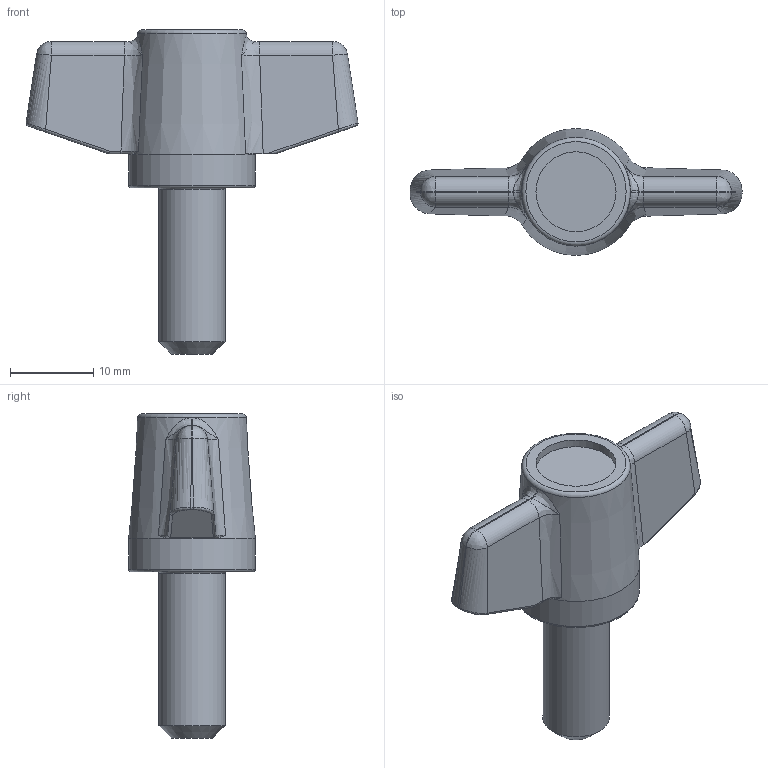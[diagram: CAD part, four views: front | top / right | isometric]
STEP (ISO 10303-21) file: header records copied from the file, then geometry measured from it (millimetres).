
FILE_DESCRIPTION( ( 'Unknown' ), '1' );
FILE_NAME( '6310175_GP40_M08x20.stp', 'Unknown', ( 'Unknown' ), ( 'Unknown' ), 'PSStep 11.0', 'Unknown', ' ' );
FILE_SCHEMA( ( 'AUTOMOTIVE_DESIGN { 1 0 10303 214 1 1 1 1 }' ) );
Length unit declared in the file: millimetre
Products named in the file (1): 6310175
Bounding box: 39.93 x 15.25 x 39 mm (x, y, z)
Volume: 5286.1 mm3; surface area: 2473.3 mm2
Topology: 1 solids, 2 shells, 69 faces, 160 edges, 93 vertices
Faces by surface type: bspline 26, cylinder 18, plane 17, torus 5, cone 3
Full cylindrical faces by diameter (mm): 8 x2, 9.625 x1, 15.251 x1
Entity records: 10483 total; most frequent: CARTESIAN_POINT 8617, ORIENTED_EDGE 280, DIRECTION 232, EDGE_CURVE 140, AXIS2_PLACEMENT_3D 100, VERTEX_POINT 88, EDGE_LOOP 84, FACE_OUTER_BOUND 76
